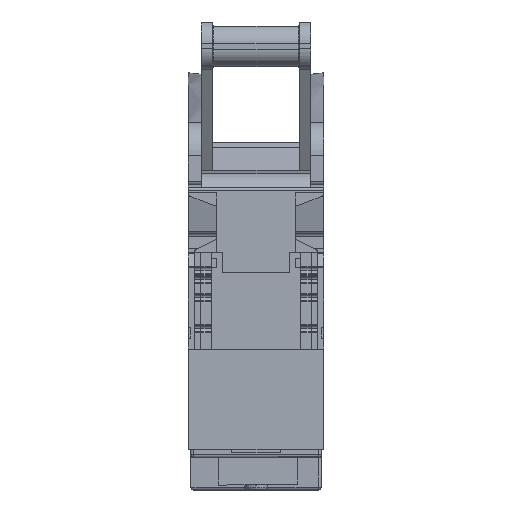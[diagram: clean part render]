
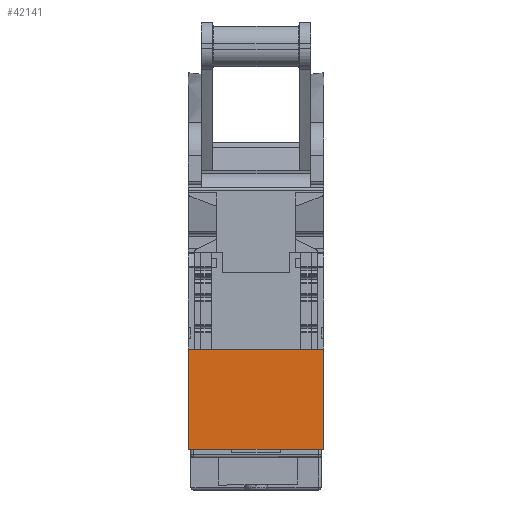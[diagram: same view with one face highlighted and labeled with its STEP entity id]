
A CAD part, left-side view. The second image highlights one B-rep face of the part: STEP entity #42141.
In plain terms, the highlighted face is planar.
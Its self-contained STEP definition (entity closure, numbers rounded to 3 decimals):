
#1473 = VERTEX_POINT ( 'NONE', #17407 ) ;
#2048 = EDGE_CURVE ( 'NONE', #20401, #12287, #44038, .T. ) ;
#4043 = ORIENTED_EDGE ( 'NONE', *, *, #27843, .F. ) ;
#4213 = EDGE_CURVE ( 'NONE', #16220, #20401, #63835, .T. ) ;
#5535 = VECTOR ( 'NONE', #46899, 1000. ) ;
#5914 = CARTESIAN_POINT ( 'NONE',  ( 0., 511.874, 0. ) ) ;
#8197 = CARTESIAN_POINT ( 'NONE',  ( -24.8, 511.874, -18.4 ) ) ;
#9021 = VECTOR ( 'NONE', #65574, 1000. ) ;
#10645 = CARTESIAN_POINT ( 'NONE',  ( -24.8, 511.874, 0. ) ) ;
#12287 = VERTEX_POINT ( 'NONE', #60721 ) ;
#12474 = VECTOR ( 'NONE', #67747, 1000. ) ;
#13325 = DIRECTION ( 'NONE',  ( 0., 0., 1. ) ) ;
#14199 = EDGE_CURVE ( 'NONE', #55637, #12287, #67038, .T. ) ;
#15052 = ORIENTED_EDGE ( 'NONE', *, *, #4213, .T. ) ;
#16220 = VERTEX_POINT ( 'NONE', #67666 ) ;
#17407 = CARTESIAN_POINT ( 'NONE',  ( -22.5, 511.874, 0. ) ) ;
#18514 = AXIS2_PLACEMENT_3D ( 'NONE', #51122, #60647, #13325 ) ;
#20401 = VERTEX_POINT ( 'NONE', #38588 ) ;
#21525 = CARTESIAN_POINT ( 'NONE',  ( 0., 511.874, -36.8 ) ) ;
#23298 = ORIENTED_EDGE ( 'NONE', *, *, #28023, .F. ) ;
#24687 = DIRECTION ( 'NONE',  ( -1., 0., 0. ) ) ;
#27843 = EDGE_CURVE ( 'NONE', #16220, #49681, #49663, .T. ) ;
#28023 = EDGE_CURVE ( 'NONE', #49681, #1473, #59814, .T. ) ;
#30383 = CARTESIAN_POINT ( 'NONE',  ( 24.8, 511.874, -18.4 ) ) ;
#32298 = DIRECTION ( 'NONE',  ( -1., 0., 0. ) ) ;
#33202 = EDGE_LOOP ( 'NONE', ( #61988, #64928, #58527, #23298, #4043, #15052 ) ) ;
#34133 = VECTOR ( 'NONE', #32298, 1000. ) ;
#36312 = VECTOR ( 'NONE', #50315, 1000. ) ;
#38588 = CARTESIAN_POINT ( 'NONE',  ( 24.8, 511.874, -36.8 ) ) ;
#40044 = CARTESIAN_POINT ( 'NONE',  ( 0., 511.874, 0. ) ) ;
#41529 = CARTESIAN_POINT ( 'NONE',  ( 0., 511.874, 0. ) ) ;
#42141 = ADVANCED_FACE ( 'NONE', ( #47980 ), #59994, .F. ) ;
#44038 = LINE ( 'NONE', #21525, #9021 ) ;
#46358 = CARTESIAN_POINT ( 'NONE',  ( 22.5, 511.874, 0. ) ) ;
#46512 = LINE ( 'NONE', #41529, #56892 ) ;
#46899 = DIRECTION ( 'NONE',  ( 0., 0., -1. ) ) ;
#47980 = FACE_OUTER_BOUND ( 'NONE', #33202, .T. ) ;
#49663 = LINE ( 'NONE', #40044, #36312 ) ;
#49681 = VERTEX_POINT ( 'NONE', #46358 ) ;
#50315 = DIRECTION ( 'NONE',  ( -1., 0., 0. ) ) ;
#51122 = CARTESIAN_POINT ( 'NONE',  ( 24.8, 511.874, 0. ) ) ;
#55637 = VERTEX_POINT ( 'NONE', #10645 ) ;
#56517 = EDGE_CURVE ( 'NONE', #1473, #55637, #46512, .T. ) ;
#56892 = VECTOR ( 'NONE', #24687, 1000. ) ;
#58527 = ORIENTED_EDGE ( 'NONE', *, *, #56517, .F. ) ;
#59814 = LINE ( 'NONE', #5914, #34133 ) ;
#59994 = PLANE ( 'NONE',  #18514 ) ;
#60647 = DIRECTION ( 'NONE',  ( 0., -1., 0. ) ) ;
#60721 = CARTESIAN_POINT ( 'NONE',  ( -24.8, 511.874, -36.8 ) ) ;
#61988 = ORIENTED_EDGE ( 'NONE', *, *, #2048, .T. ) ;
#63835 = LINE ( 'NONE', #30383, #5535 ) ;
#64928 = ORIENTED_EDGE ( 'NONE', *, *, #14199, .F. ) ;
#65574 = DIRECTION ( 'NONE',  ( -1., 0., 0. ) ) ;
#67038 = LINE ( 'NONE', #8197, #12474 ) ;
#67666 = CARTESIAN_POINT ( 'NONE',  ( 24.8, 511.874, 0. ) ) ;
#67747 = DIRECTION ( 'NONE',  ( 0., 0., -1. ) ) ;
